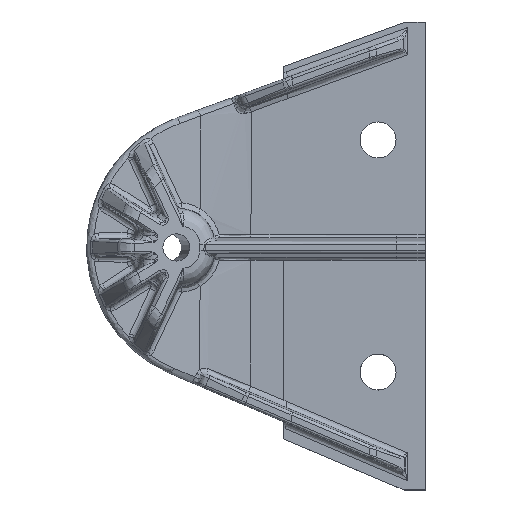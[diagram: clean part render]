
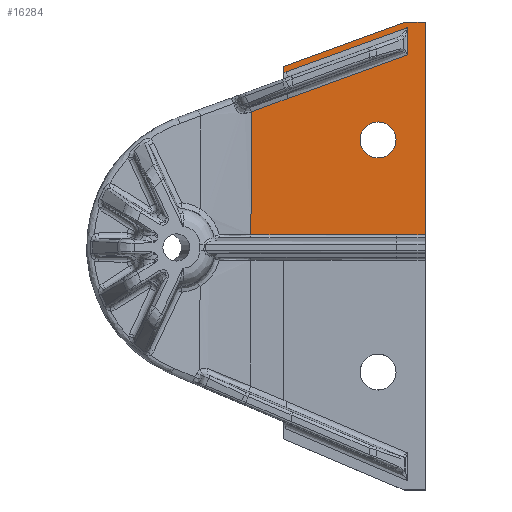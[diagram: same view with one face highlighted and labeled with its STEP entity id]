
A CAD part, top view. The second image highlights one B-rep face of the part: STEP entity #16284.
In plain terms, the highlighted planar face has unit normal (0, 0, 1).
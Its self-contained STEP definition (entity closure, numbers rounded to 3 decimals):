
#16209=AXIS2_PLACEMENT_3D('Plane Axis2P3D',#16206,#16207,#16208) ;
#16268=AXIS2_PLACEMENT_3D('Circle Axis2P3D',#16266,#16267,$) ;
#16277=AXIS2_PLACEMENT_3D('Circle Axis2P3D',#16275,#16276,$) ;
#11624=CARTESIAN_POINT('Vertex',(1253.298,212.312,0.)) ;
#12097=CARTESIAN_POINT('Vertex',(1253.298,207.679,0.)) ;
#12329=CARTESIAN_POINT('Vertex',(1226.771,198.024,0.)) ;
#12600=CARTESIAN_POINT('Vertex',(1226.719,177.158,0.)) ;
#14410=CARTESIAN_POINT('Line Origine',(1288.986,225.302,0.)) ;
#14414=CARTESIAN_POINT('Vertex',(1232.699,204.815,0.)) ;
#14436=CARTESIAN_POINT('Line Origine',(1253.298,175.004,0.)) ;
#14453=CARTESIAN_POINT('Line Origine',(1226.575,119.96,0.)) ;
#14491=CARTESIAN_POINT('Vertex',(1232.857,200.239,0.)) ;
#14495=CARTESIAN_POINT('Control Point',(1253.298,207.679,0.)) ;
#14496=CARTESIAN_POINT('Control Point',(1249.209,206.191,0.)) ;
#14497=CARTESIAN_POINT('Control Point',(1245.121,204.703,0.)) ;
#14498=CARTESIAN_POINT('Control Point',(1241.033,203.215,0.)) ;
#14499=CARTESIAN_POINT('Control Point',(1236.945,201.727,0.)) ;
#14500=CARTESIAN_POINT('Control Point',(1232.857,200.239,0.)) ;
#14516=CARTESIAN_POINT('Line Origine',(1405.184,262.961,0.)) ;
#14564=CARTESIAN_POINT('Vertex',(1251.383,177.158,0.)) ;
#14567=CARTESIAN_POINT('Line Origine',(1235.441,177.158,0.)) ;
#15874=CARTESIAN_POINT('Vertex',(1232.281,204.663,0.)) ;
#15882=CARTESIAN_POINT('Line Origine',(1288.986,225.302,0.)) ;
#16206=CARTESIAN_POINT('Axis2P3D Location',(2069.434,469.303,0.)) ;
#16211=CARTESIAN_POINT('Line Origine',(1253.832,177.158,0.)) ;
#16215=CARTESIAN_POINT('Vertex',(1256.281,177.158,0.)) ;
#16218=CARTESIAN_POINT('Line Origine',(1256.281,195.205,0.)) ;
#16222=CARTESIAN_POINT('Vertex',(1256.281,213.252,0.)) ;
#16225=CARTESIAN_POINT('Line Origine',(1254.618,213.252,0.)) ;
#16229=CARTESIAN_POINT('Vertex',(1252.956,213.252,0.)) ;
#16232=CARTESIAN_POINT('Line Origine',(1242.656,209.503,0.)) ;
#16236=CARTESIAN_POINT('Vertex',(1232.357,205.754,0.)) ;
#16239=CARTESIAN_POINT('Line Origine',(1232.319,205.741,0.)) ;
#16243=CARTESIAN_POINT('Vertex',(1232.281,205.727,0.)) ;
#16246=CARTESIAN_POINT('Line Origine',(1232.281,205.195,0.)) ;
#16266=CARTESIAN_POINT('Axis2P3D Location',(1248.281,193.252,0.)) ;
#16270=CARTESIAN_POINT('Vertex',(1245.231,193.252,0.)) ;
#16272=CARTESIAN_POINT('Vertex',(1251.331,193.252,0.)) ;
#16275=CARTESIAN_POINT('Axis2P3D Location',(1248.281,193.252,0.)) ;
#14411=DIRECTION('Vector Direction',(-0.94,-0.342,0.)) ;
#14437=DIRECTION('Vector Direction',(0.,-1.,0.)) ;
#14454=DIRECTION('Vector Direction',(-0.003,-1.,0.)) ;
#14517=DIRECTION('Vector Direction',(0.94,0.342,0.)) ;
#14568=DIRECTION('Vector Direction',(1.,0.,0.)) ;
#15883=DIRECTION('Vector Direction',(-0.94,-0.342,0.)) ;
#16207=DIRECTION('Axis2P3D Direction',(0.,0.,-1.)) ;
#16208=DIRECTION('Axis2P3D XDirection',(0.,1.,0.)) ;
#16212=DIRECTION('Vector Direction',(1.,0.,0.)) ;
#16219=DIRECTION('Vector Direction',(0.,1.,0.)) ;
#16226=DIRECTION('Vector Direction',(1.,0.,0.)) ;
#16233=DIRECTION('Vector Direction',(0.94,0.342,0.)) ;
#16240=DIRECTION('Vector Direction',(0.94,0.342,0.)) ;
#16247=DIRECTION('Vector Direction',(0.,-1.,0.)) ;
#16267=DIRECTION('Axis2P3D Direction',(0.,0.,-1.)) ;
#16276=DIRECTION('Axis2P3D Direction',(0.,0.,-1.)) ;
#14412=VECTOR('Line Direction',#14411,1.) ;
#14438=VECTOR('Line Direction',#14437,1.) ;
#14455=VECTOR('Line Direction',#14454,1.) ;
#14518=VECTOR('Line Direction',#14517,1.) ;
#14569=VECTOR('Line Direction',#14568,1.) ;
#15884=VECTOR('Line Direction',#15883,1.) ;
#16213=VECTOR('Line Direction',#16212,1.) ;
#16220=VECTOR('Line Direction',#16219,1.) ;
#16227=VECTOR('Line Direction',#16226,1.) ;
#16234=VECTOR('Line Direction',#16233,1.) ;
#16241=VECTOR('Line Direction',#16240,1.) ;
#16248=VECTOR('Line Direction',#16247,1.) ;
#16252=ORIENTED_EDGE('',*,*,#15886,.F.) ;
#16253=ORIENTED_EDGE('',*,*,#14416,.F.) ;
#16254=ORIENTED_EDGE('',*,*,#14440,.T.) ;
#16255=ORIENTED_EDGE('',*,*,#14501,.F.) ;
#16256=ORIENTED_EDGE('',*,*,#14520,.F.) ;
#16257=ORIENTED_EDGE('',*,*,#14457,.T.) ;
#16258=ORIENTED_EDGE('',*,*,#14571,.T.) ;
#16259=ORIENTED_EDGE('',*,*,#16217,.T.) ;
#16260=ORIENTED_EDGE('',*,*,#16224,.T.) ;
#16261=ORIENTED_EDGE('',*,*,#16231,.F.) ;
#16262=ORIENTED_EDGE('',*,*,#16238,.F.) ;
#16263=ORIENTED_EDGE('',*,*,#16245,.F.) ;
#16264=ORIENTED_EDGE('',*,*,#16250,.T.) ;
#16281=ORIENTED_EDGE('',*,*,#16274,.F.) ;
#16282=ORIENTED_EDGE('',*,*,#16279,.F.) ;
#16283=FACE_BOUND('',#16280,.T.) ;
#16284=ADVANCED_FACE('Auszugsversuch Schraublasche',(#16265,#16283),#16210,.F.) ;
#14494=B_SPLINE_CURVE_WITH_KNOTS('',5,(#14495,#14496,#14497,#14498,#14499,#14500),.UNSPECIFIED.,.F.,.U.,(6,6),(0.247,22.),.UNSPECIFIED.) ;
#16269=CIRCLE('generated circle',#16268,3.05) ;
#16278=CIRCLE('generated circle',#16277,3.05) ;
#14416=EDGE_CURVE('',#11625,#14415,#14413,.T.) ;
#14440=EDGE_CURVE('',#11625,#12098,#14439,.T.) ;
#14457=EDGE_CURVE('',#12330,#12601,#14456,.T.) ;
#14501=EDGE_CURVE('',#14492,#12098,#14494,.F.) ;
#14520=EDGE_CURVE('',#12330,#14492,#14519,.T.) ;
#14571=EDGE_CURVE('',#12601,#14565,#14570,.T.) ;
#15886=EDGE_CURVE('',#14415,#15875,#15885,.T.) ;
#16217=EDGE_CURVE('',#14565,#16216,#16214,.T.) ;
#16224=EDGE_CURVE('',#16216,#16223,#16221,.T.) ;
#16231=EDGE_CURVE('',#16230,#16223,#16228,.T.) ;
#16238=EDGE_CURVE('',#16237,#16230,#16235,.T.) ;
#16245=EDGE_CURVE('',#16244,#16237,#16242,.T.) ;
#16250=EDGE_CURVE('',#16244,#15875,#16249,.T.) ;
#16274=EDGE_CURVE('',#16271,#16273,#16269,.F.) ;
#16279=EDGE_CURVE('',#16273,#16271,#16278,.F.) ;
#16251=EDGE_LOOP('',(#16252,#16253,#16254,#16255,#16256,#16257,#16258,#16259,#16260,#16261,#16262,#16263,#16264)) ;
#16280=EDGE_LOOP('',(#16281,#16282)) ;
#16265=FACE_OUTER_BOUND('',#16251,.T.) ;
#14413=LINE('Line',#14410,#14412) ;
#14439=LINE('Line',#14436,#14438) ;
#14456=LINE('Line',#14453,#14455) ;
#14519=LINE('Line',#14516,#14518) ;
#14570=LINE('Line',#14567,#14569) ;
#15885=LINE('Line',#15882,#15884) ;
#16214=LINE('Line',#16211,#16213) ;
#16221=LINE('Line',#16218,#16220) ;
#16228=LINE('Line',#16225,#16227) ;
#16235=LINE('Line',#16232,#16234) ;
#16242=LINE('Line',#16239,#16241) ;
#16249=LINE('Line',#16246,#16248) ;
#16210=PLANE('',#16209) ;
#11625=VERTEX_POINT('',#11624) ;
#12098=VERTEX_POINT('',#12097) ;
#12330=VERTEX_POINT('',#12329) ;
#12601=VERTEX_POINT('',#12600) ;
#14415=VERTEX_POINT('',#14414) ;
#14492=VERTEX_POINT('',#14491) ;
#14565=VERTEX_POINT('',#14564) ;
#15875=VERTEX_POINT('',#15874) ;
#16216=VERTEX_POINT('',#16215) ;
#16223=VERTEX_POINT('',#16222) ;
#16230=VERTEX_POINT('',#16229) ;
#16237=VERTEX_POINT('',#16236) ;
#16244=VERTEX_POINT('',#16243) ;
#16271=VERTEX_POINT('',#16270) ;
#16273=VERTEX_POINT('',#16272) ;
